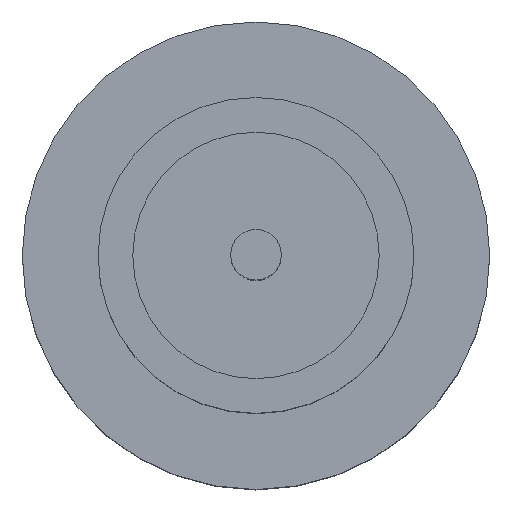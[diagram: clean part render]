
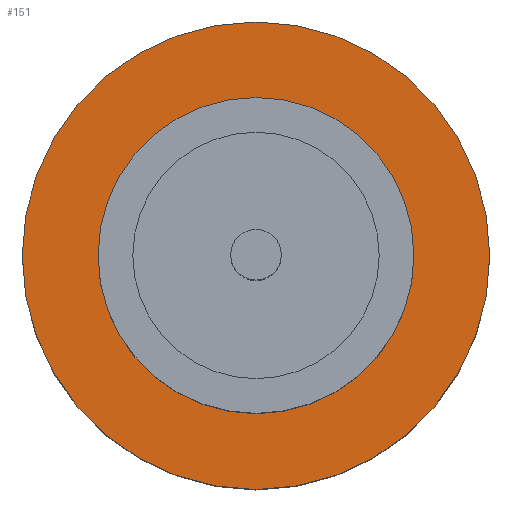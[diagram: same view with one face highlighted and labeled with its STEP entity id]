
A CAD part, top view. The second image highlights one B-rep face of the part: STEP entity #151.
In plain terms, the highlighted planar face has unit normal (0, 0, 1).
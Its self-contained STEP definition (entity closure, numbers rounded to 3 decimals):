
#54 = DIRECTION ( 'NONE',  ( 0., 0., 1. ) ) ;
#76 = CARTESIAN_POINT ( 'NONE',  ( -1.25, 0., 1.55 ) ) ;
#83 = VERTEX_POINT ( 'NONE', #513 ) ;
#110 = ORIENTED_EDGE ( 'NONE', *, *, #747, .F. ) ;
#127 = EDGE_LOOP ( 'NONE', ( #277, #694 ) ) ;
#129 = EDGE_CURVE ( 'NONE', #161, #83, #426, .T. ) ;
#151 = ADVANCED_FACE ( 'NONE', ( #350, #443 ), #647, .T. ) ;
#161 = VERTEX_POINT ( 'NONE', #76 ) ;
#178 = CARTESIAN_POINT ( 'NONE',  ( -1.85, 0., 1.55 ) ) ;
#277 = ORIENTED_EDGE ( 'NONE', *, *, #779, .T. ) ;
#285 = DIRECTION ( 'NONE',  ( 0., 0., 1. ) ) ;
#293 = CARTESIAN_POINT ( 'NONE',  ( 0., 0., 1.55 ) ) ;
#309 = CARTESIAN_POINT ( 'NONE',  ( 1.85, 0., 1.55 ) ) ;
#310 = DIRECTION ( 'NONE',  ( 1., 0., 0. ) ) ;
#334 = DIRECTION ( 'NONE',  ( 1., 0., 0. ) ) ;
#349 = EDGE_CURVE ( 'NONE', #514, #653, #413, .T. ) ;
#350 = FACE_BOUND ( 'NONE', #746, .T. ) ;
#371 = DIRECTION ( 'NONE',  ( 0., 0., 1. ) ) ;
#394 = CARTESIAN_POINT ( 'NONE',  ( 0., 0., 1.55 ) ) ;
#396 = DIRECTION ( 'NONE',  ( 0., 0., 1. ) ) ;
#409 = AXIS2_PLACEMENT_3D ( 'NONE', #833, #54, #310 ) ;
#413 = CIRCLE ( 'NONE', #505, 1.85 ) ;
#426 = CIRCLE ( 'NONE', #826, 1.25 ) ;
#430 = ORIENTED_EDGE ( 'NONE', *, *, #129, .F. ) ;
#443 = FACE_OUTER_BOUND ( 'NONE', #127, .T. ) ;
#505 = AXIS2_PLACEMENT_3D ( 'NONE', #600, #396, #334 ) ;
#510 = CARTESIAN_POINT ( 'NONE',  ( 0., 0., 1.55 ) ) ;
#513 = CARTESIAN_POINT ( 'NONE',  ( 1.25, 0., 1.55 ) ) ;
#514 = VERTEX_POINT ( 'NONE', #309 ) ;
#542 = DIRECTION ( 'NONE',  ( 1., 0., 0. ) ) ;
#585 = DIRECTION ( 'NONE',  ( 0., 0., 1. ) ) ;
#586 = AXIS2_PLACEMENT_3D ( 'NONE', #293, #285, #542 ) ;
#592 = CIRCLE ( 'NONE', #586, 1.25 ) ;
#600 = CARTESIAN_POINT ( 'NONE',  ( 0., 0., 1.55 ) ) ;
#647 = PLANE ( 'NONE',  #789 ) ;
#653 = VERTEX_POINT ( 'NONE', #178 ) ;
#694 = ORIENTED_EDGE ( 'NONE', *, *, #349, .T. ) ;
#720 = DIRECTION ( 'NONE',  ( 1., 0., 0. ) ) ;
#746 = EDGE_LOOP ( 'NONE', ( #110, #430 ) ) ;
#747 = EDGE_CURVE ( 'NONE', #83, #161, #592, .T. ) ;
#764 = CIRCLE ( 'NONE', #409, 1.85 ) ;
#779 = EDGE_CURVE ( 'NONE', #653, #514, #764, .T. ) ;
#789 = AXIS2_PLACEMENT_3D ( 'NONE', #394, #585, #720 ) ;
#826 = AXIS2_PLACEMENT_3D ( 'NONE', #510, #371, #843 ) ;
#833 = CARTESIAN_POINT ( 'NONE',  ( 0., 0., 1.55 ) ) ;
#843 = DIRECTION ( 'NONE',  ( 1., 0., 0. ) ) ;
